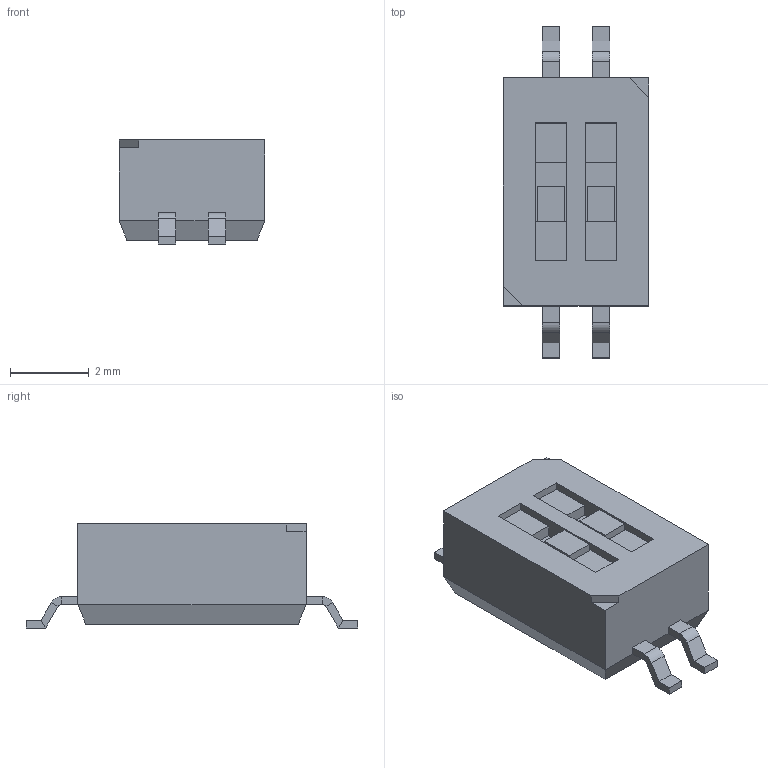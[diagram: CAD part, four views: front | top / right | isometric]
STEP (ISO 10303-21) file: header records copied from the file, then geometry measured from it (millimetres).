
FILE_DESCRIPTION (( 'STEP AP214' ), '1' );
FILE_NAME ('SW-SMD_218-2LPSTRF-L3.7-W5.8-H2.7-P1.27-LS8.4.step', '2022-07-26T14:28:03', ( '' ), ( '' ), 'SwSTEP 2.0', 'SolidWorks 2020', '' );
FILE_SCHEMA (( 'AUTOMOTIVE_DESIGN' ));
Length unit declared in the file: millimetre
Products named in the file (1): SW-SMD_218-2LPSTRF-L3.7-W5.8-H2.7-P1.27-LS8.4
Bounding box: 3.71 x 8.44 x 2.65 mm (x, y, z)
Volume: 53.3 mm3; surface area: 109.1 mm2
Topology: 16 solids, 16 shells, 402 faces, 1023 edges, 662 vertices
Faces by surface type: plane 282, bspline 112, cylinder 8
Entity records: 17103 total; most frequent: CARTESIAN_POINT 4192, ORIENTED_EDGE 2046, DIRECTION 1393, EDGE_CURVE 1023, VECTOR 779, LINE 779, VERTEX_POINT 662, EDGE_LOOP 423
